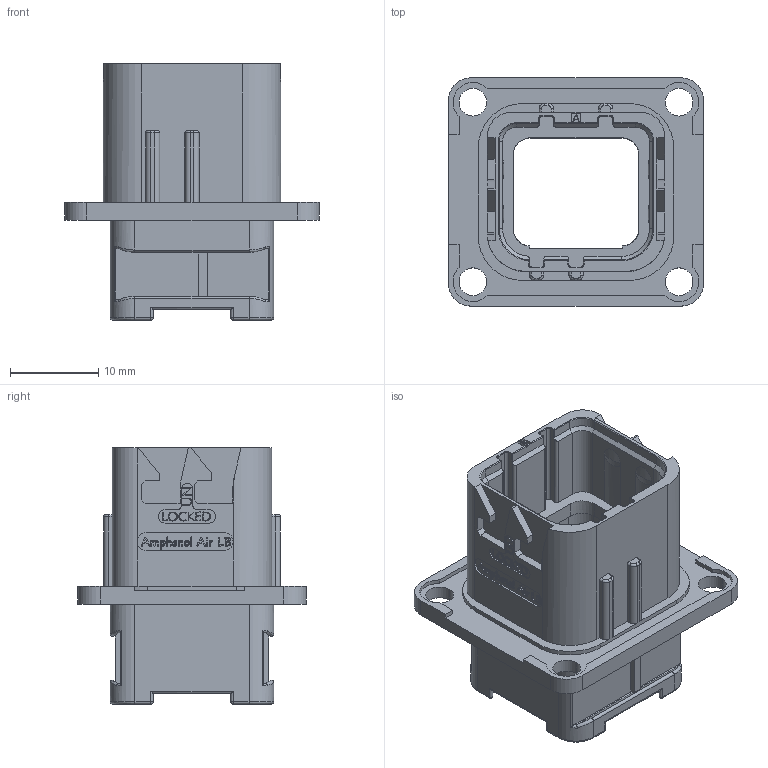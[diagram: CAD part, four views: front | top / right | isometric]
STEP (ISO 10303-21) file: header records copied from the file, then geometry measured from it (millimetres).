
FILE_DESCRIPTION((''),'2;1');
FILE_NAME('SIM2B24A000','2019-09-18T',('presta_be4'),(''),'PRO/ENGINEER BY PARAMETRIC TECHNOLOGY CORPORATION, 2014310','PRO/ENGINEER BY PARAMETRIC TECHNOLOGY CORPORATION, 2014310','');
FILE_SCHEMA(('CONFIG_CONTROL_DESIGN'));
Products named in the file (1): SIM2B24A000
Bounding box: 28.8 x 25.8 x 28.97 mm (x, y, z)
Volume: 4044.7 mm3; surface area: 5074.9 mm2
Topology: 1 solids, 1 shells, 1728 faces, 4748 edges, 3101 vertices
Faces by surface type: plane 839, extrusion 608, cylinder 177, torus 44, bspline 28, sphere 24, cone 8
Entity records: 57597 total; most frequent: CARTESIAN_POINT 16183, ORIENTED_EDGE 9480, DIRECTION 6548, EDGE_CURVE 4740, VECTOR 3590, VERTEX_POINT 3101, LINE 2982, B_SPLINE_CURVE_WITH_KNOTS 1979
